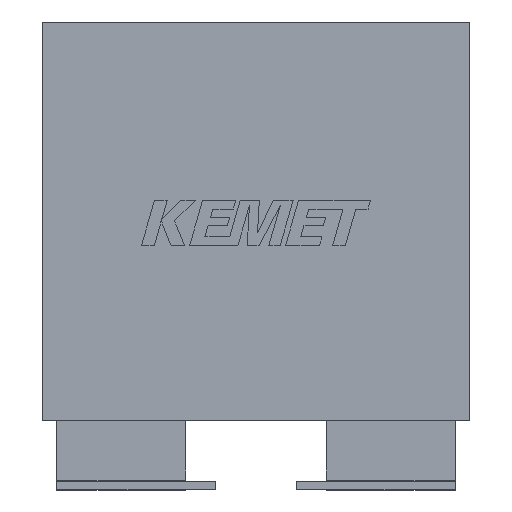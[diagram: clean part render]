
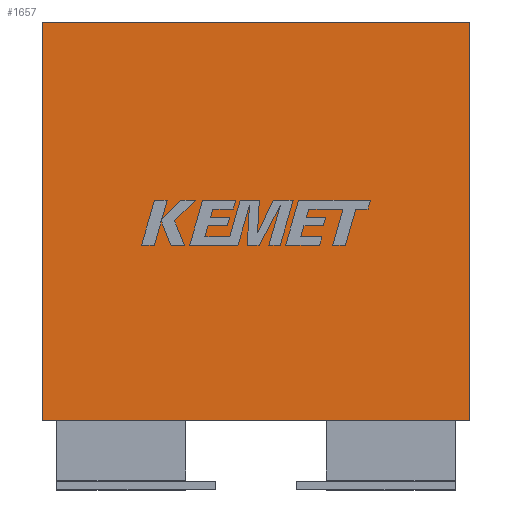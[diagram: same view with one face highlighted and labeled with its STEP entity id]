
A CAD part, top view. The second image highlights one B-rep face of the part: STEP entity #1657.
In plain terms, the highlighted planar face has unit normal (0, 0, 1).
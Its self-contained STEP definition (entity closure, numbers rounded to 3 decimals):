
#100 = CARTESIAN_POINT ( 'NONE',  ( 0., 0., 20.4 ) ) ;
#209 = LINE ( 'NONE', #1401, #1285 ) ;
#355 = LINE ( 'NONE', #1773, #2972 ) ;
#439 = VERTEX_POINT ( 'NONE', #1729 ) ;
#447 = CARTESIAN_POINT ( 'NONE',  ( 43., 40.2, 20.4 ) ) ;
#489 = EDGE_CURVE ( 'NONE', #2549, #1966, #2856, .T. ) ;
#937 = DIRECTION ( 'NONE',  ( 0., -1., 0. ) ) ;
#981 = VECTOR ( 'NONE', #3131, 1000. ) ;
#1010 = DIRECTION ( 'NONE',  ( 1., 0., 0. ) ) ;
#1045 = DIRECTION ( 'NONE',  ( -1., 0., 0. ) ) ;
#1108 = VERTEX_POINT ( 'NONE', #447 ) ;
#1109 = EDGE_CURVE ( 'NONE', #1966, #439, #355, .T. ) ;
#1220 = ORIENTED_EDGE ( 'NONE', *, *, #2016, .T. ) ;
#1285 = VECTOR ( 'NONE', #1929, 1000. ) ;
#1373 = CARTESIAN_POINT ( 'NONE',  ( 0., 40.2, 20.4 ) ) ;
#1391 = ORIENTED_EDGE ( 'NONE', *, *, #489, .T. ) ;
#1401 = CARTESIAN_POINT ( 'NONE',  ( 0., 40.2, 20.4 ) ) ;
#1657 = ADVANCED_FACE ( 'NONE', ( #2464 ), #2866, .F. ) ;
#1729 = CARTESIAN_POINT ( 'NONE',  ( 43., 0., 20.4 ) ) ;
#1773 = CARTESIAN_POINT ( 'NONE',  ( 0., 0., 20.4 ) ) ;
#1895 = VECTOR ( 'NONE', #937, 1000. ) ;
#1929 = DIRECTION ( 'NONE',  ( -1., 0., 0. ) ) ;
#1938 = LINE ( 'NONE', #2880, #981 ) ;
#1966 = VERTEX_POINT ( 'NONE', #2766 ) ;
#2016 = EDGE_CURVE ( 'NONE', #1108, #2549, #209, .T. ) ;
#2048 = DIRECTION ( 'NONE',  ( 0., 0., -1. ) ) ;
#2260 = ORIENTED_EDGE ( 'NONE', *, *, #1109, .T. ) ;
#2464 = FACE_OUTER_BOUND ( 'NONE', #3251, .T. ) ;
#2549 = VERTEX_POINT ( 'NONE', #1373 ) ;
#2693 = AXIS2_PLACEMENT_3D ( 'NONE', #3161, #2048, #1045 ) ;
#2766 = CARTESIAN_POINT ( 'NONE',  ( 0., 0., 20.4 ) ) ;
#2856 = LINE ( 'NONE', #100, #1895 ) ;
#2866 = PLANE ( 'NONE',  #2693 ) ;
#2880 = CARTESIAN_POINT ( 'NONE',  ( 43., 0., 20.4 ) ) ;
#2938 = EDGE_CURVE ( 'NONE', #439, #1108, #1938, .T. ) ;
#2972 = VECTOR ( 'NONE', #1010, 1000. ) ;
#3131 = DIRECTION ( 'NONE',  ( 0., 1., 0. ) ) ;
#3161 = CARTESIAN_POINT ( 'NONE',  ( 0., 0., 20.4 ) ) ;
#3251 = EDGE_LOOP ( 'NONE', ( #1391, #2260, #3431, #1220 ) ) ;
#3431 = ORIENTED_EDGE ( 'NONE', *, *, #2938, .T. ) ;
